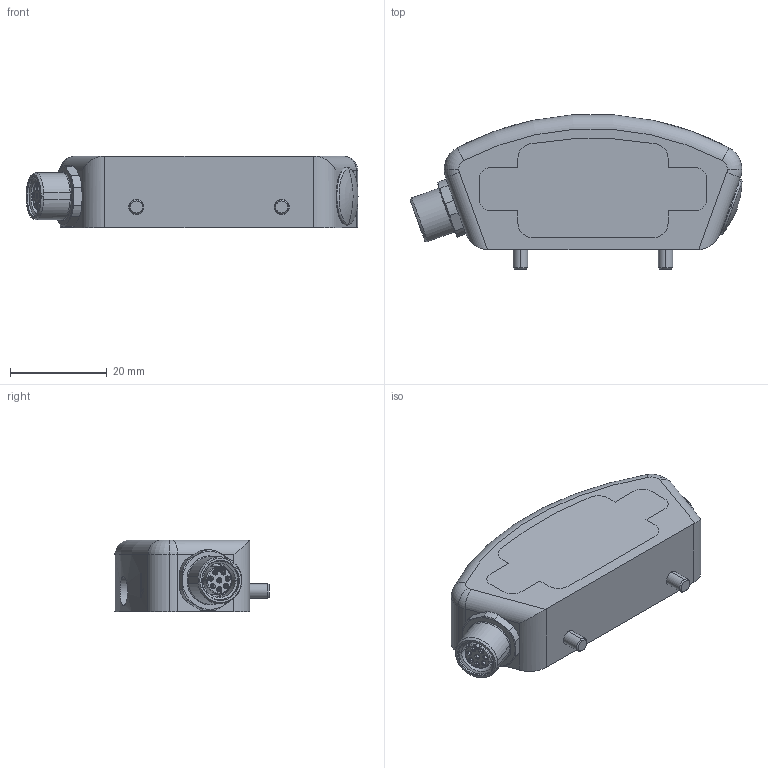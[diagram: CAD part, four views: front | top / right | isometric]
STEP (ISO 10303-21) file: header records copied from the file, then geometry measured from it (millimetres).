
FILE_DESCRIPTION (( 'STEP AP214' ), '1' );
FILE_NAME ('P1180.STEP', '2024-10-14T08:07:21', ( '' ), ( '' ), 'SwSTEP 2.0', 'SolidWorks 2024', '' );
FILE_SCHEMA (( 'AUTOMOTIVE_DESIGN' ));
Length unit declared in the file: millimetre
Products named in the file (1): P1180
Bounding box: 68.56 x 31.86 x 14.8 mm (x, y, z)
Volume: 20734.9 mm3; surface area: 14160.8 mm2
Topology: 21 solids, 21 shells, 672 faces, 1615 edges, 1011 vertices
Faces by surface type: cylinder 291, plane 222, cone 102, bspline 42, torus 15
Entity records: 21967 total; most frequent: CARTESIAN_POINT 6429, ORIENTED_EDGE 3182, DIRECTION 3166, EDGE_CURVE 1591, AXIS2_PLACEMENT_3D 1277, VERTEX_POINT 1011, EDGE_LOOP 760, ADVANCED_FACE 672
